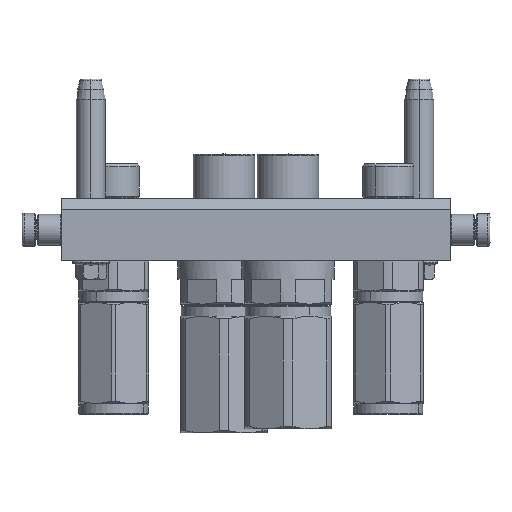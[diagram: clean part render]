
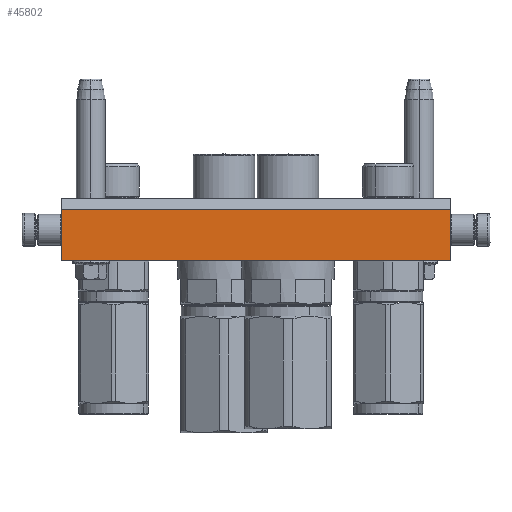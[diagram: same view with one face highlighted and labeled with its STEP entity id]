
A CAD part, left-side view. The second image highlights one B-rep face of the part: STEP entity #45802.
In plain terms, the highlighted face is planar.
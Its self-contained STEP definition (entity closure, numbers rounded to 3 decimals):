
#6911 = LINE ( 'NONE', #8499, #45204 ) ;
#8499 = CARTESIAN_POINT ( 'NONE',  ( -94., -10., -45. ) ) ;
#10262 = EDGE_CURVE ( 'NONE', #18418, #64372, #11122, .T. ) ;
#10706 = VERTEX_POINT ( 'NONE', #13318 ) ;
#11122 = LINE ( 'NONE', #14290, #32288 ) ;
#11311 = ORIENTED_EDGE ( 'NONE', *, *, #10262, .T. ) ;
#13140 = ORIENTED_EDGE ( 'NONE', *, *, #35994, .F. ) ;
#13318 = CARTESIAN_POINT ( 'NONE',  ( 94., -10., -45. ) ) ;
#13731 = DIRECTION ( 'NONE',  ( 1., 0., 0. ) ) ;
#14268 = EDGE_LOOP ( 'NONE', ( #11311, #59429, #13140, #46935 ) ) ;
#14290 = CARTESIAN_POINT ( 'NONE',  ( -94., -10., -45. ) ) ;
#18418 = VERTEX_POINT ( 'NONE', #57820 ) ;
#19732 = DIRECTION ( 'NONE',  ( 0., 1., 0. ) ) ;
#19840 = CARTESIAN_POINT ( 'NONE',  ( -94., 15., -45. ) ) ;
#25301 = VERTEX_POINT ( 'NONE', #63435 ) ;
#27885 = LINE ( 'NONE', #43235, #66936 ) ;
#28821 = EDGE_CURVE ( 'NONE', #25301, #64372, #37071, .T. ) ;
#29303 = DIRECTION ( 'NONE',  ( 0., 0., -1. ) ) ;
#32288 = VECTOR ( 'NONE', #19732, 1000. ) ;
#32694 = EDGE_CURVE ( 'NONE', #18418, #10706, #6911, .T. ) ;
#35432 = VECTOR ( 'NONE', #59112, 1000. ) ;
#35994 = EDGE_CURVE ( 'NONE', #10706, #25301, #27885, .T. ) ;
#37071 = LINE ( 'NONE', #48687, #35432 ) ;
#39535 = PLANE ( 'NONE',  #52592 ) ;
#43235 = CARTESIAN_POINT ( 'NONE',  ( 94., -10., -45. ) ) ;
#44393 = FACE_OUTER_BOUND ( 'NONE', #14268, .T. ) ;
#44797 = DIRECTION ( 'NONE',  ( -1., 0., 0. ) ) ;
#45204 = VECTOR ( 'NONE', #13731, 1000. ) ;
#45238 = CARTESIAN_POINT ( 'NONE',  ( 94., -15., -45. ) ) ;
#45802 = ADVANCED_FACE ( 'NONE', ( #44393 ), #39535, .T. ) ;
#46935 = ORIENTED_EDGE ( 'NONE', *, *, #32694, .F. ) ;
#48687 = CARTESIAN_POINT ( 'NONE',  ( 94., 15., -45. ) ) ;
#52592 = AXIS2_PLACEMENT_3D ( 'NONE', #45238, #29303, #44797 ) ;
#57820 = CARTESIAN_POINT ( 'NONE',  ( -94., -10., -45. ) ) ;
#59112 = DIRECTION ( 'NONE',  ( -1., 0., 0. ) ) ;
#59429 = ORIENTED_EDGE ( 'NONE', *, *, #28821, .F. ) ;
#59827 = DIRECTION ( 'NONE',  ( 0., 1., 0. ) ) ;
#63435 = CARTESIAN_POINT ( 'NONE',  ( 94., 15., -45. ) ) ;
#64372 = VERTEX_POINT ( 'NONE', #19840 ) ;
#66936 = VECTOR ( 'NONE', #59827, 1000. ) ;
